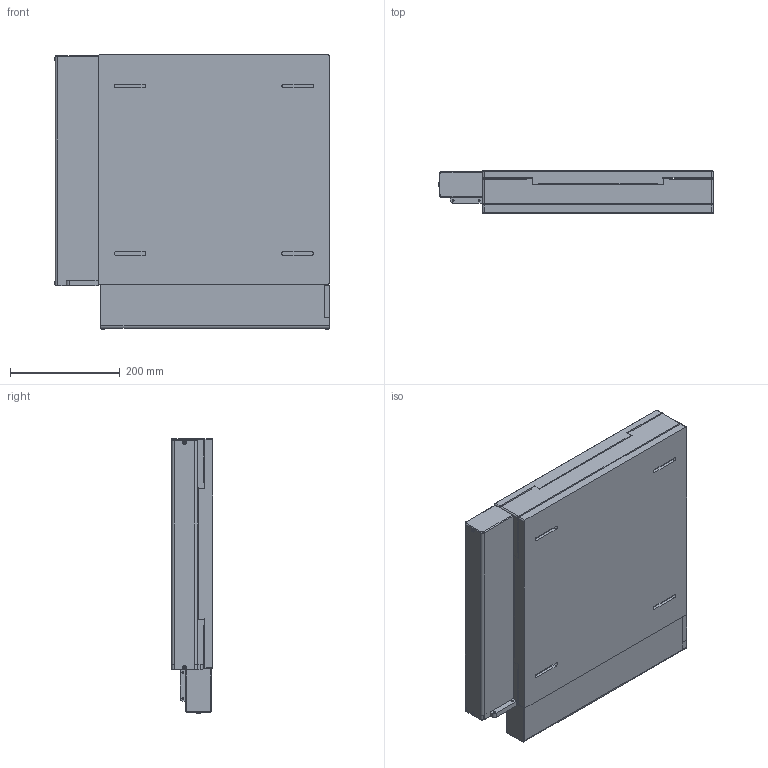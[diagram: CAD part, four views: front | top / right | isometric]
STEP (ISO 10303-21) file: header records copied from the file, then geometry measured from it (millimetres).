
FILE_DESCRIPTION (( 'STEP AP203' ), '1' );
FILE_NAME ('1199-10-10.STEP', '2020-09-11T17:45:59', ( '' ), ( '' ), 'SwSTEP 2.0', 'SolidWorks 2019', '' );
FILE_SCHEMA (( 'CONFIG_CONTROL_DESIGN' ));
Length unit declared in the file: inch
Products named in the file (4): 1199-10-10; 1199-10-10--BASE; 1199-10-10--MID; 1199-10-10--TOP
Assembly tree (3 placements, depth 2):
  1199-10-10
    1199-10-10--BASE
    1199-10-10--MID
    1199-10-10--TOP
Bounding box: 501.94 x 76.13 x 500.35 mm (x, y, z)
Volume: 13554941.2 mm3; surface area: 1264723.5 mm2
Topology: 3 solids, 3 shells, 460 faces, 1141 edges, 723 vertices
Faces by surface type: plane 250, cylinder 124, cone 68, sphere 14, torus 4
Full cylindrical faces by diameter (mm): 3.454 x8, 5.105 x22, 6.35 x4, 6.655 x4, 13.716 x10, 14.287 x2, 14.288 x8, 30.48 x2, 47.625 x2
Entity records: 12874 total; most frequent: DIRECTION 2212, CARTESIAN_POINT 2096, ORIENTED_EDGE 1916, EDGE_CURVE 958, AXIS2_PLACEMENT_3D 788, VERTEX_POINT 672, EDGE_LOOP 652, LINE 636
